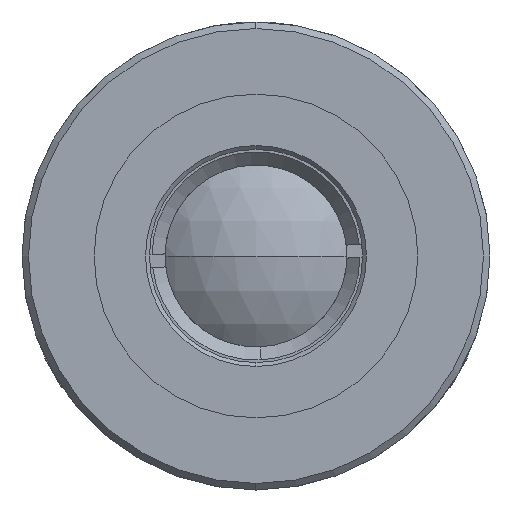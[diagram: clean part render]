
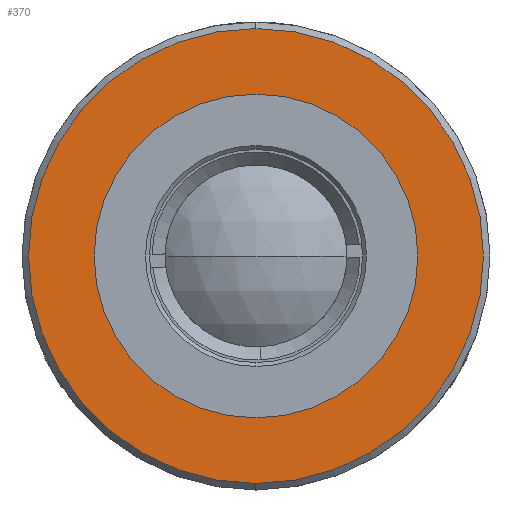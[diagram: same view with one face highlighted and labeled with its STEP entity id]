
A CAD part, left-side view. The second image highlights one B-rep face of the part: STEP entity #370.
In plain terms, the highlighted planar face has unit normal (-1, 0, 0).
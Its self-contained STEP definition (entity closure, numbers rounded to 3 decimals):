
#73 = DIRECTION ( 'NONE',  ( -1., 0., 0. ) ) ;
#84 = CARTESIAN_POINT ( 'NONE',  ( -5.002, 0., -17.5 ) ) ;
#356 = AXIS2_PLACEMENT_3D ( 'NONE', #573, #2980, #4911 ) ;
#367 = CARTESIAN_POINT ( 'NONE',  ( -5.002, 0., 0. ) ) ;
#370 = ADVANCED_FACE ( 'NONE', ( #1806, #4934 ), #656, .F. ) ;
#479 = DIRECTION ( 'NONE',  ( 0., 0., -1. ) ) ;
#484 = CIRCLE ( 'NONE', #4655, 17.5 ) ;
#573 = CARTESIAN_POINT ( 'NONE',  ( -5.002, 18., 0. ) ) ;
#656 = PLANE ( 'NONE',  #356 ) ;
#724 = DIRECTION ( 'NONE',  ( -1., 0., 0. ) ) ;
#844 = VERTEX_POINT ( 'NONE', #4228 ) ;
#910 = CARTESIAN_POINT ( 'NONE',  ( -5.002, 0., 0. ) ) ;
#1072 = ORIENTED_EDGE ( 'NONE', *, *, #3631, .T. ) ;
#1471 = DIRECTION ( 'NONE',  ( -1., 0., 0. ) ) ;
#1519 = CARTESIAN_POINT ( 'NONE',  ( -5.002, 0., 0. ) ) ;
#1709 = DIRECTION ( 'NONE',  ( -1., 0., 0. ) ) ;
#1806 = FACE_OUTER_BOUND ( 'NONE', #2658, .T. ) ;
#1848 = DIRECTION ( 'NONE',  ( 0., 0., 1. ) ) ;
#2010 = CARTESIAN_POINT ( 'NONE',  ( -5.002, 0., -12.45 ) ) ;
#2092 = CIRCLE ( 'NONE', #2421, 12.45 ) ;
#2377 = ORIENTED_EDGE ( 'NONE', *, *, #3255, .F. ) ;
#2421 = AXIS2_PLACEMENT_3D ( 'NONE', #367, #1471, #1848 ) ;
#2500 = AXIS2_PLACEMENT_3D ( 'NONE', #2776, #73, #3166 ) ;
#2658 = EDGE_LOOP ( 'NONE', ( #4706, #1072 ) ) ;
#2690 = DIRECTION ( 'NONE',  ( 0., 0., -1. ) ) ;
#2703 = ORIENTED_EDGE ( 'NONE', *, *, #3070, .F. ) ;
#2776 = CARTESIAN_POINT ( 'NONE',  ( -5.002, 0., 0. ) ) ;
#2779 = CARTESIAN_POINT ( 'NONE',  ( -5.002, 0., 12.45 ) ) ;
#2980 = DIRECTION ( 'NONE',  ( 1., 0., 0. ) ) ;
#3019 = EDGE_LOOP ( 'NONE', ( #2377, #2703 ) ) ;
#3070 = EDGE_CURVE ( 'NONE', #4559, #4589, #3083, .T. ) ;
#3083 = CIRCLE ( 'NONE', #2500, 12.45 ) ;
#3166 = DIRECTION ( 'NONE',  ( 0., 0., 1. ) ) ;
#3255 = EDGE_CURVE ( 'NONE', #4589, #4559, #2092, .T. ) ;
#3631 = EDGE_CURVE ( 'NONE', #844, #4972, #4246, .T. ) ;
#4228 = CARTESIAN_POINT ( 'NONE',  ( -5.002, 0., 17.5 ) ) ;
#4246 = CIRCLE ( 'NONE', #4556, 17.5 ) ;
#4556 = AXIS2_PLACEMENT_3D ( 'NONE', #1519, #724, #2690 ) ;
#4559 = VERTEX_POINT ( 'NONE', #2010 ) ;
#4589 = VERTEX_POINT ( 'NONE', #2779 ) ;
#4655 = AXIS2_PLACEMENT_3D ( 'NONE', #910, #1709, #479 ) ;
#4706 = ORIENTED_EDGE ( 'NONE', *, *, #4956, .T. ) ;
#4911 = DIRECTION ( 'NONE',  ( 0., 0., -1. ) ) ;
#4934 = FACE_BOUND ( 'NONE', #3019, .T. ) ;
#4956 = EDGE_CURVE ( 'NONE', #4972, #844, #484, .T. ) ;
#4972 = VERTEX_POINT ( 'NONE', #84 ) ;
